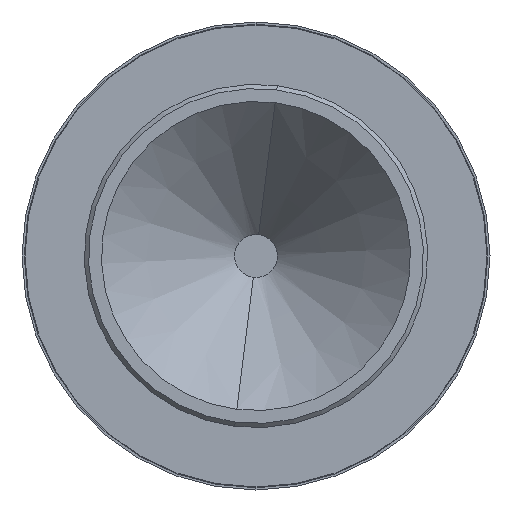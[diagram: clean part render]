
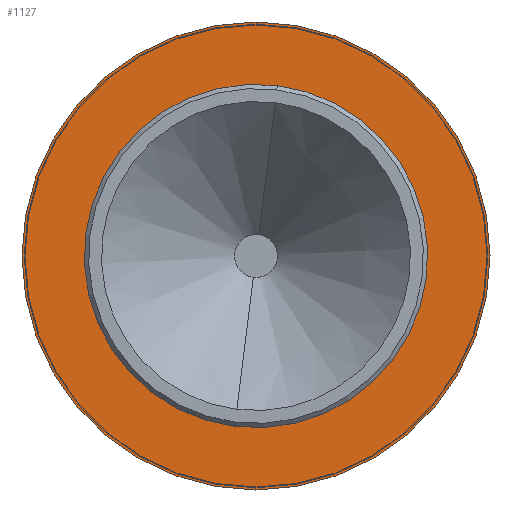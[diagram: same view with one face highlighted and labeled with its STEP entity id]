
A CAD part, left-side view. The second image highlights one B-rep face of the part: STEP entity #1127.
In plain terms, the highlighted planar face has unit normal (-1, 0, 0).
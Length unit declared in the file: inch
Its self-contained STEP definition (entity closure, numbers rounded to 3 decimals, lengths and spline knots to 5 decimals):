
#24 = CARTESIAN_POINT ( 'NONE',  ( 0., 0., 0. ) ) ;
#56 = DIRECTION ( 'NONE',  ( 0., 1., 0. ) ) ;
#60 = EDGE_CURVE ( 'NONE', #823, #446, #706, .T. ) ;
#71 = AXIS2_PLACEMENT_3D ( 'NONE', #1093, #425, #971 ) ;
#85 = EDGE_CURVE ( 'NONE', #1017, #181, #400, .T. ) ;
#110 = FACE_BOUND ( 'NONE', #212, .T. ) ;
#128 = CARTESIAN_POINT ( 'NONE',  ( 0., 0., 0.02725 ) ) ;
#131 = CARTESIAN_POINT ( 'NONE',  ( 0., -0.00248, 0.01985 ) ) ;
#169 = ORIENTED_EDGE ( 'NONE', *, *, #60, .F. ) ;
#181 = VERTEX_POINT ( 'NONE', #131 ) ;
#212 = EDGE_LOOP ( 'NONE', ( #923, #471 ) ) ;
#277 = DIRECTION ( 'NONE',  ( 1., 0., 0. ) ) ;
#290 = AXIS2_PLACEMENT_3D ( 'NONE', #466, #574, #359 ) ;
#333 = CARTESIAN_POINT ( 'NONE',  ( 0., 0., 0. ) ) ;
#359 = DIRECTION ( 'NONE',  ( 0., 0., -1. ) ) ;
#390 = EDGE_CURVE ( 'NONE', #446, #823, #599, .T. ) ;
#400 = CIRCLE ( 'NONE', #773, 0.02 ) ;
#425 = DIRECTION ( 'NONE',  ( 1., 0., 0. ) ) ;
#446 = VERTEX_POINT ( 'NONE', #128 ) ;
#457 = AXIS2_PLACEMENT_3D ( 'NONE', #1284, #277, #56 ) ;
#466 = CARTESIAN_POINT ( 'NONE',  ( 0., 0., 0. ) ) ;
#471 = ORIENTED_EDGE ( 'NONE', *, *, #85, .T. ) ;
#549 = FACE_OUTER_BOUND ( 'NONE', #633, .T. ) ;
#574 = DIRECTION ( 'NONE',  ( 1., 0., 0. ) ) ;
#599 = CIRCLE ( 'NONE', #290, 0.02725 ) ;
#633 = EDGE_LOOP ( 'NONE', ( #797, #169 ) ) ;
#706 = CIRCLE ( 'NONE', #71, 0.02725 ) ;
#768 = AXIS2_PLACEMENT_3D ( 'NONE', #24, #1383, #1050 ) ;
#773 = AXIS2_PLACEMENT_3D ( 'NONE', #333, #1344, #1027 ) ;
#787 = CIRCLE ( 'NONE', #768, 0.02 ) ;
#797 = ORIENTED_EDGE ( 'NONE', *, *, #390, .F. ) ;
#823 = VERTEX_POINT ( 'NONE', #1332 ) ;
#923 = ORIENTED_EDGE ( 'NONE', *, *, #1056, .T. ) ;
#971 = DIRECTION ( 'NONE',  ( 0., 0., -1. ) ) ;
#1017 = VERTEX_POINT ( 'NONE', #1275 ) ;
#1027 = DIRECTION ( 'NONE',  ( 0., 1., 0. ) ) ;
#1045 = PLANE ( 'NONE',  #457 ) ;
#1050 = DIRECTION ( 'NONE',  ( 0., 1., 0. ) ) ;
#1056 = EDGE_CURVE ( 'NONE', #181, #1017, #787, .T. ) ;
#1093 = CARTESIAN_POINT ( 'NONE',  ( 0., 0., 0. ) ) ;
#1127 = ADVANCED_FACE ( 'NONE', ( #110, #549 ), #1045, .F. ) ;
#1275 = CARTESIAN_POINT ( 'NONE',  ( 0., 0.00248, -0.01985 ) ) ;
#1284 = CARTESIAN_POINT ( 'NONE',  ( 0., 0.02725, 0. ) ) ;
#1332 = CARTESIAN_POINT ( 'NONE',  ( 0., 0., -0.02725 ) ) ;
#1344 = DIRECTION ( 'NONE',  ( 1., 0., 0. ) ) ;
#1383 = DIRECTION ( 'NONE',  ( 1., 0., 0. ) ) ;
